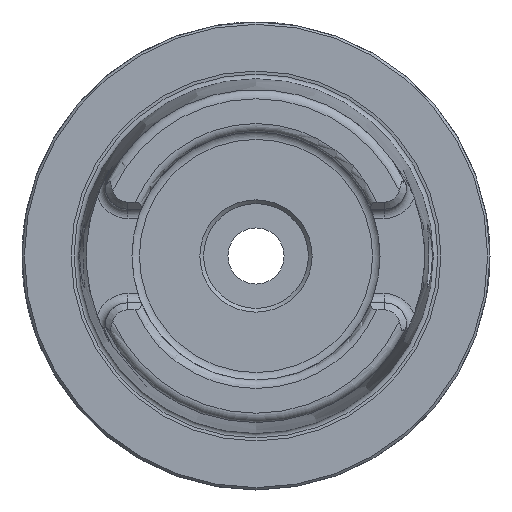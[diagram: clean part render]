
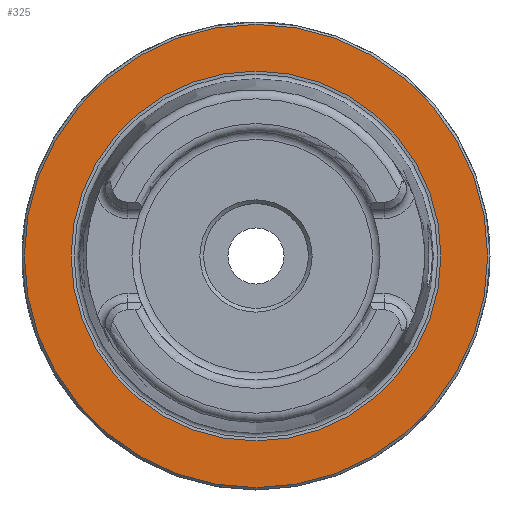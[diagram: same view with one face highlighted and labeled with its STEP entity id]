
A CAD part, left-side view. The second image highlights one B-rep face of the part: STEP entity #325.
In plain terms, the highlighted planar face has unit normal (-1, 0, 0).
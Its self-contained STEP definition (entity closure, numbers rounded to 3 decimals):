
#325 = ADVANCED_FACE( '', ( #744, #745 ), #746, .T. );
#744 = FACE_OUTER_BOUND( '', #1248, .T. );
#745 = FACE_BOUND( '', #1249, .T. );
#746 = PLANE( '', #1250 );
#1248 = EDGE_LOOP( '', ( #2101 ) );
#1249 = EDGE_LOOP( '', ( #2102 ) );
#1250 = AXIS2_PLACEMENT_3D( '', #2103, #2104, #2105 );
#2101 = ORIENTED_EDGE( '', *, *, #2984, .T. );
#2102 = ORIENTED_EDGE( '', *, *, #2726, .F. );
#2103 = CARTESIAN_POINT( '', ( 0., 0., 49.5 ) );
#2104 = DIRECTION( '', ( -1., 0., 0. ) );
#2105 = DIRECTION( '', ( 0., 0., 1. ) );
#2726 = EDGE_CURVE( '', #3222, #3222, #3223, .T. );
#2984 = EDGE_CURVE( '', #3626, #3626, #3627, .T. );
#3222 = VERTEX_POINT( '', #4246 );
#3223 = CIRCLE( '', #4247, 39.511 );
#3626 = VERTEX_POINT( '', #5484 );
#3627 = CIRCLE( '', #5485, 49.5 );
#4246 = CARTESIAN_POINT( '', ( 0., 0., 39.511 ) );
#4247 = AXIS2_PLACEMENT_3D( '', #5885, #5886, #5887 );
#5484 = CARTESIAN_POINT( '', ( 0., 0., 49.5 ) );
#5485 = AXIS2_PLACEMENT_3D( '', #6191, #6192, #6193 );
#5885 = CARTESIAN_POINT( '', ( 0., 0., 0. ) );
#5886 = DIRECTION( '', ( -1., 0., 0. ) );
#5887 = DIRECTION( '', ( 0., 0., 1. ) );
#6191 = CARTESIAN_POINT( '', ( 0., 0., 0. ) );
#6192 = DIRECTION( '', ( -1., 0., 0. ) );
#6193 = DIRECTION( '', ( 0., 0., 1. ) );
